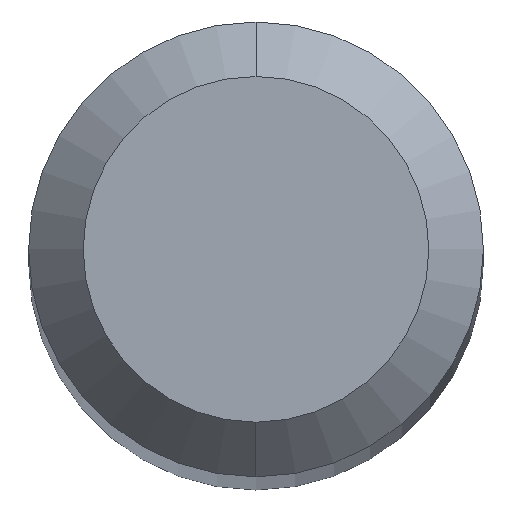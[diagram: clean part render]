
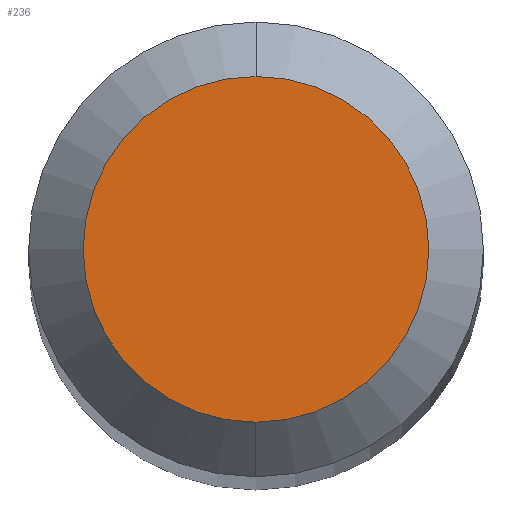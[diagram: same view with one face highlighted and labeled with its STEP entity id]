
A CAD part, top view. The second image highlights one B-rep face of the part: STEP entity #236.
In plain terms, the highlighted planar face has unit normal (0, 0, 1).
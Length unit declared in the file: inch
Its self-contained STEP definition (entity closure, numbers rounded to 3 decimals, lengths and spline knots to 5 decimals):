
#40 = ORIENTED_EDGE ( 'NONE', *, *, #151, .T. ) ;
#59 = DIRECTION ( 'NONE',  ( 0., 0., -1. ) ) ;
#93 = AXIS2_PLACEMENT_3D ( 'NONE', #258, #330, #215 ) ;
#123 = AXIS2_PLACEMENT_3D ( 'NONE', #301, #59, #503 ) ;
#151 = EDGE_CURVE ( 'NONE', #165, #345, #218, .T. ) ;
#165 = VERTEX_POINT ( 'NONE', #373 ) ;
#186 = FACE_OUTER_BOUND ( 'NONE', #194, .T. ) ;
#194 = EDGE_LOOP ( 'NONE', ( #40, #475 ) ) ;
#215 = DIRECTION ( 'NONE',  ( 0., -1., 0. ) ) ;
#218 = CIRCLE ( 'NONE', #93, 0.0475 ) ;
#236 = ADVANCED_FACE ( 'NONE', ( #186 ), #428, .F. ) ;
#258 = CARTESIAN_POINT ( 'NONE',  ( 0., 0., 0. ) ) ;
#287 = DIRECTION ( 'NONE',  ( 0., 0., 1. ) ) ;
#301 = CARTESIAN_POINT ( 'NONE',  ( 0., 0.0475, 0. ) ) ;
#322 = CARTESIAN_POINT ( 'NONE',  ( 0., 0., 0. ) ) ;
#324 = CIRCLE ( 'NONE', #368, 0.0475 ) ;
#329 = CARTESIAN_POINT ( 'NONE',  ( 0., -0.0475, 0. ) ) ;
#330 = DIRECTION ( 'NONE',  ( 0., 0., 1. ) ) ;
#345 = VERTEX_POINT ( 'NONE', #329 ) ;
#364 = DIRECTION ( 'NONE',  ( 0., -1., 0. ) ) ;
#368 = AXIS2_PLACEMENT_3D ( 'NONE', #322, #287, #364 ) ;
#373 = CARTESIAN_POINT ( 'NONE',  ( 0., 0.0475, 0. ) ) ;
#382 = EDGE_CURVE ( 'NONE', #345, #165, #324, .T. ) ;
#428 = PLANE ( 'NONE',  #123 ) ;
#475 = ORIENTED_EDGE ( 'NONE', *, *, #382, .T. ) ;
#503 = DIRECTION ( 'NONE',  ( 0., 1., 0. ) ) ;
